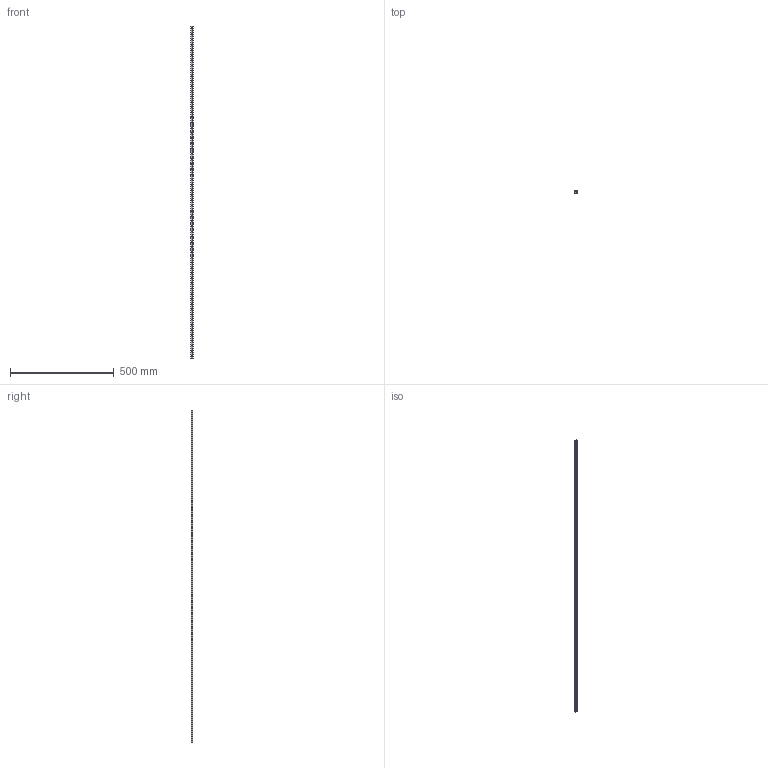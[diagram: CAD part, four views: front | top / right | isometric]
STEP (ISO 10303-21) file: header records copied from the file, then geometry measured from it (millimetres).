
FILE_DESCRIPTION (( 'STEP AP214' ), '1' );
FILE_NAME ('MGN12 LINEAR GUIDE RAIL, CONFIGURABLE, 1600 mm.STEP', '2018-10-15T06:56:54', ( '' ), ( '' ), 'SwSTEP 2.0', 'SolidWorks 2018', '' );
FILE_SCHEMA (( 'AUTOMOTIVE_DESIGN' ));
Length unit declared in the file: millimetre
Products named in the file (2): MGN12 LINEAR GUIDE RAIL, CONFIGURABLE, 1600 mm
Bounding box: 11.97 x 8 x 1600 mm (x, y, z)
Volume: 134989.9 mm3; surface area: 74802.1 mm2
Topology: 1 solids, 1 shells, 358 faces, 1068 edges, 712 vertices
Faces by surface type: cylinder 275, plane 83
Entity records: 13139 total; most frequent: CARTESIAN_POINT 2716, DIRECTION 2338, ORIENTED_EDGE 2136, EDGE_CURVE 1068, AXIS2_PLACEMENT_3D 974, VERTEX_POINT 712, CIRCLE 614, EDGE_LOOP 486
